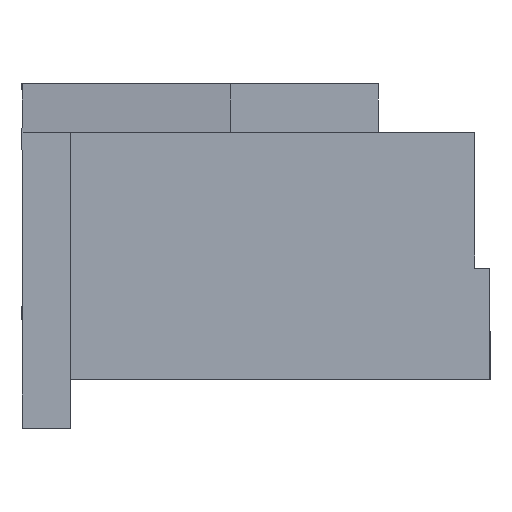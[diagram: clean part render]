
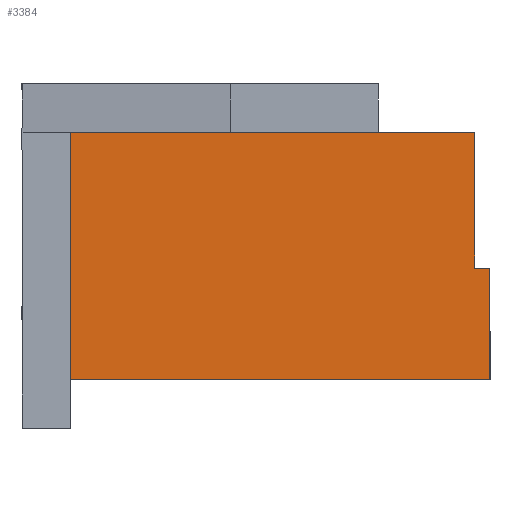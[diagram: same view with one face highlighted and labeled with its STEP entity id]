
A CAD part, left-side view. The second image highlights one B-rep face of the part: STEP entity #3384.
In plain terms, the highlighted planar face has unit normal (-1, 0, 0).
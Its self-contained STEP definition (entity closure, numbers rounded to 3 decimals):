
#3351 = ORIENTED_EDGE ( 'NONE', *, *, #3352, .F. ) ;
#3352 = EDGE_CURVE ( 'NONE', #3389, #3422, #7947, .T. ) ;
#3384 = ADVANCED_FACE ( 'NONE', ( #8005 ), #8004, .T. ) ;
#3385 = EDGE_LOOP ( 'NONE', ( #3386, #3390, #3417, #3419, #3420, #3351 ) ) ;
#3386 = ORIENTED_EDGE ( 'NONE', *, *, #3387, .F. ) ;
#3387 = EDGE_CURVE ( 'NONE', #3388, #3389, #7999, .T. ) ;
#3388 = VERTEX_POINT ( 'NONE', #8060 ) ;
#3389 = VERTEX_POINT ( 'NONE', #8059 ) ;
#3390 = ORIENTED_EDGE ( 'NONE', *, *, #3391, .F. ) ;
#3391 = EDGE_CURVE ( 'NONE', #3392, #3388, #8058, .T. ) ;
#3392 = VERTEX_POINT ( 'NONE', #8054 ) ;
#3417 = ORIENTED_EDGE ( 'NONE', *, *, #3418, .F. ) ;
#3418 = EDGE_CURVE ( 'NONE', #6781, #3392, #8070, .T. ) ;
#3419 = ORIENTED_EDGE ( 'NONE', *, *, #6780, .T. ) ;
#3420 = ORIENTED_EDGE ( 'NONE', *, *, #3421, .T. ) ;
#3421 = EDGE_CURVE ( 'NONE', #6717, #3422, #8066, .T. ) ;
#3422 = VERTEX_POINT ( 'NONE', #8062 ) ;
#6717 = VERTEX_POINT ( 'NONE', #9420 ) ;
#6780 = EDGE_CURVE ( 'NONE', #6781, #6717, #9508, .T. ) ;
#6781 = VERTEX_POINT ( 'NONE', #9566 ) ;
#7944 = DIRECTION ( 'NONE',  ( 0., -1., 0. ) ) ;
#7945 = VECTOR ( 'NONE', #7944, 1000. ) ;
#7946 = CARTESIAN_POINT ( 'NONE',  ( -25.35, 3.87, 2.65 ) ) ;
#7947 = LINE ( 'NONE', #7946, #7945 ) ;
#7996 = DIRECTION ( 'NONE',  ( 0., 0., -1. ) ) ;
#7997 = VECTOR ( 'NONE', #7996, 1000. ) ;
#7998 = CARTESIAN_POINT ( 'NONE',  ( -25.35, -3.63, 0.8 ) ) ;
#7999 = LINE ( 'NONE', #7998, #7997 ) ;
#8000 = DIRECTION ( 'NONE',  ( 0., -1., 0. ) ) ;
#8001 = DIRECTION ( 'NONE',  ( -1., 0., 0. ) ) ;
#8002 = CARTESIAN_POINT ( 'NONE',  ( -25.35, 3.87, 0.8 ) ) ;
#8003 = AXIS2_PLACEMENT_3D ( 'NONE', #8002, #8001, #8000 ) ;
#8004 = PLANE ( 'NONE',  #8003 ) ;
#8005 = FACE_OUTER_BOUND ( 'NONE', #3385, .T. ) ;
#8054 = CARTESIAN_POINT ( 'NONE',  ( -25.35, 3.07, 4.9 ) ) ;
#8055 = DIRECTION ( 'NONE',  ( 0., -1., 0. ) ) ;
#8056 = VECTOR ( 'NONE', #8055, 1000. ) ;
#8057 = CARTESIAN_POINT ( 'NONE',  ( -25.35, 3.87, 4.9 ) ) ;
#8058 = LINE ( 'NONE', #8057, #8056 ) ;
#8059 = CARTESIAN_POINT ( 'NONE',  ( -25.35, -3.63, 2.65 ) ) ;
#8060 = CARTESIAN_POINT ( 'NONE',  ( -25.35, -3.63, 4.9 ) ) ;
#8062 = CARTESIAN_POINT ( 'NONE',  ( -25.35, -3.88, 2.65 ) ) ;
#8063 = DIRECTION ( 'NONE',  ( 0., 0., 1. ) ) ;
#8064 = VECTOR ( 'NONE', #8063, 1000. ) ;
#8065 = CARTESIAN_POINT ( 'NONE',  ( -25.35, -3.88, 0.8 ) ) ;
#8066 = LINE ( 'NONE', #8065, #8064 ) ;
#8067 = DIRECTION ( 'NONE',  ( 0., 0., 1. ) ) ;
#8068 = VECTOR ( 'NONE', #8067, 1000. ) ;
#8069 = CARTESIAN_POINT ( 'NONE',  ( -25.35, 3.07, 0.8 ) ) ;
#8070 = LINE ( 'NONE', #8069, #8068 ) ;
#9420 = CARTESIAN_POINT ( 'NONE',  ( -25.35, -3.88, 0.8 ) ) ;
#9507 = CARTESIAN_POINT ( 'NONE',  ( -25.35, 3.87, 0.8 ) ) ;
#9508 = LINE ( 'NONE', #9507, #9568 ) ;
#9566 = CARTESIAN_POINT ( 'NONE',  ( -25.35, 3.07, 0.8 ) ) ;
#9567 = DIRECTION ( 'NONE',  ( 0., -1., 0. ) ) ;
#9568 = VECTOR ( 'NONE', #9567, 1000. ) ;
